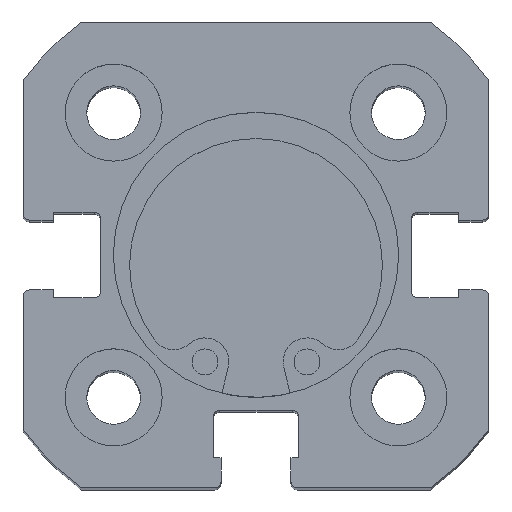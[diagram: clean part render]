
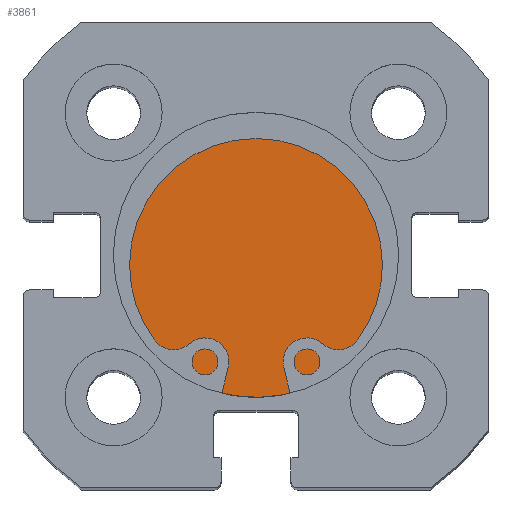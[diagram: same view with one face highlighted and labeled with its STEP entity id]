
A CAD part, top view. The second image highlights one B-rep face of the part: STEP entity #3861.
In plain terms, the highlighted face is planar.
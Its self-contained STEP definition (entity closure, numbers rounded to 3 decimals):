
#426 = CARTESIAN_POINT ( 'NONE',  ( 6., 11., 0. ) ) ;
#427 = PLANE ( 'NONE',  #3538 ) ;
#429 = DIRECTION ( 'NONE',  ( -1., 0., 0. ) ) ;
#430 = DIRECTION ( 'NONE',  ( 0., 0., 1. ) ) ;
#798 = CARTESIAN_POINT ( 'NONE',  ( 6., 0., 11. ) ) ;
#843 = CARTESIAN_POINT ( 'NONE',  ( 6., 0., -11. ) ) ;
#1141 = DIRECTION ( 'NONE',  ( 0., 0., 1. ) ) ;
#1142 = DIRECTION ( 'NONE',  ( -1., 0., 0. ) ) ;
#1162 = CARTESIAN_POINT ( 'NONE',  ( 6., 0., 0. ) ) ;
#2355 = ORIENTED_EDGE ( 'NONE', *, *, #2814, .F. ) ;
#2465 = ORIENTED_EDGE ( 'NONE', *, *, #3175, .F. ) ;
#2814 = EDGE_CURVE ( 'NONE', #4559, #4497, #4971, .T. ) ;
#3175 = EDGE_CURVE ( 'NONE', #4497, #4559, #5503, .T. ) ;
#3211 = AXIS2_PLACEMENT_3D ( 'NONE', #4252, #4253, #4242 ) ;
#3383 = AXIS2_PLACEMENT_3D ( 'NONE', #1162, #1142, #1141 ) ;
#3538 = AXIS2_PLACEMENT_3D ( 'NONE', #426, #429, #430 ) ;
#3861 = ADVANCED_FACE ( 'NONE', ( #4049 ), #427, .F. ) ;
#4049 = FACE_OUTER_BOUND ( 'NONE', #4765, .T. ) ;
#4242 = DIRECTION ( 'NONE',  ( 0., 0., 1. ) ) ;
#4252 = CARTESIAN_POINT ( 'NONE',  ( 6., 0., 0. ) ) ;
#4253 = DIRECTION ( 'NONE',  ( -1., 0., 0. ) ) ;
#4497 = VERTEX_POINT ( 'NONE', #798 ) ;
#4559 = VERTEX_POINT ( 'NONE', #843 ) ;
#4765 = EDGE_LOOP ( 'NONE', ( #2465, #2355 ) ) ;
#4971 = CIRCLE ( 'NONE', #3211, 11. ) ;
#5503 = CIRCLE ( 'NONE', #3383, 11. ) ;
